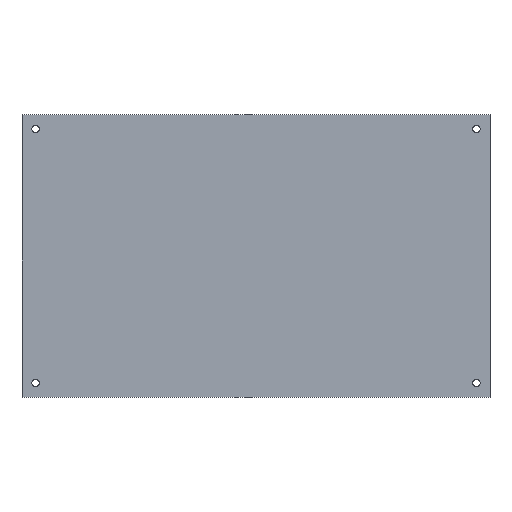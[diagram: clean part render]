
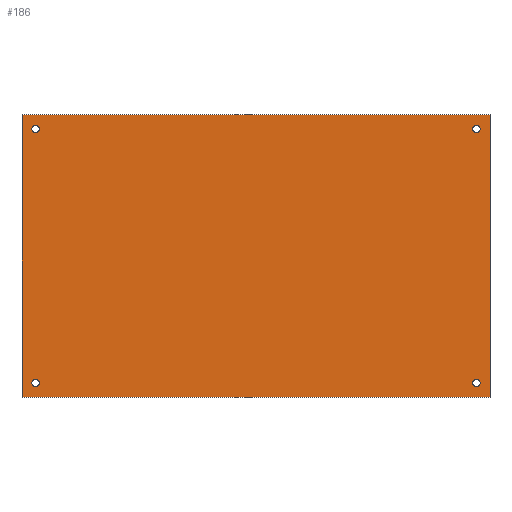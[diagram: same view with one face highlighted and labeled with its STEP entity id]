
A CAD part, top view. The second image highlights one B-rep face of the part: STEP entity #186.
In plain terms, the highlighted planar face has unit normal (0, 0, 1).
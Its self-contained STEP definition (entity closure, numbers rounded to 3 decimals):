
#17=LINE('',#285,#29);
#20=LINE('',#291,#32);
#23=LINE('',#297,#35);
#26=LINE('',#301,#38);
#29=VECTOR('',#237,10.);
#32=VECTOR('',#242,10.);
#35=VECTOR('',#247,10.);
#38=VECTOR('',#252,10.);
#44=PLANE('',#206);
#53=FACE_BOUND('',#85,.T.);
#54=FACE_BOUND('',#86,.T.);
#55=FACE_BOUND('',#87,.T.);
#56=FACE_BOUND('',#88,.T.);
#66=FACE_OUTER_BOUND('',#84,.T.);
#84=EDGE_LOOP('',(#165,#166,#167,#168));
#85=EDGE_LOOP('',(#169));
#86=EDGE_LOOP('',(#170));
#87=EDGE_LOOP('',(#171));
#88=EDGE_LOOP('',(#172));
#89=CIRCLE('',#190,2.);
#91=CIRCLE('',#193,2.);
#93=CIRCLE('',#196,2.);
#95=CIRCLE('',#199,2.);
#97=VERTEX_POINT('',#259);
#99=VERTEX_POINT('',#264);
#101=VERTEX_POINT('',#269);
#103=VERTEX_POINT('',#274);
#107=VERTEX_POINT('',#282);
#108=VERTEX_POINT('',#284);
#110=VERTEX_POINT('',#290);
#112=VERTEX_POINT('',#296);
#113=EDGE_CURVE('',#97,#97,#89,.T.);
#115=EDGE_CURVE('',#99,#99,#91,.T.);
#117=EDGE_CURVE('',#101,#101,#93,.T.);
#119=EDGE_CURVE('',#103,#103,#95,.T.);
#123=EDGE_CURVE('',#108,#107,#17,.T.);
#126=EDGE_CURVE('',#110,#108,#20,.T.);
#129=EDGE_CURVE('',#112,#110,#23,.T.);
#132=EDGE_CURVE('',#107,#112,#26,.T.);
#165=ORIENTED_EDGE('',*,*,#132,.T.);
#166=ORIENTED_EDGE('',*,*,#129,.T.);
#167=ORIENTED_EDGE('',*,*,#126,.T.);
#168=ORIENTED_EDGE('',*,*,#123,.T.);
#169=ORIENTED_EDGE('',*,*,#113,.T.);
#170=ORIENTED_EDGE('',*,*,#115,.T.);
#171=ORIENTED_EDGE('',*,*,#117,.T.);
#172=ORIENTED_EDGE('',*,*,#119,.T.);
#186=ADVANCED_FACE('',(#66,#53,#54,#55,#56),#44,.T.);
#190=AXIS2_PLACEMENT_3D('',#260,#211,#212);
#193=AXIS2_PLACEMENT_3D('',#265,#217,#218);
#196=AXIS2_PLACEMENT_3D('',#270,#223,#224);
#199=AXIS2_PLACEMENT_3D('',#275,#229,#230);
#206=AXIS2_PLACEMENT_3D('',#303,#255,#256);
#211=DIRECTION('center_axis',(0.,0.,-1.));
#212=DIRECTION('ref_axis',(-1.,0.,0.));
#217=DIRECTION('center_axis',(0.,0.,-1.));
#218=DIRECTION('ref_axis',(-1.,0.,0.));
#223=DIRECTION('center_axis',(0.,0.,-1.));
#224=DIRECTION('ref_axis',(-1.,0.,0.));
#229=DIRECTION('center_axis',(0.,0.,-1.));
#230=DIRECTION('ref_axis',(-1.,0.,0.));
#237=DIRECTION('',(0.,1.,0.));
#242=DIRECTION('',(1.,0.,0.));
#247=DIRECTION('',(0.,-1.,0.));
#252=DIRECTION('',(-1.,0.,0.));
#255=DIRECTION('center_axis',(0.,0.,1.));
#256=DIRECTION('ref_axis',(1.,0.,0.));
#259=CARTESIAN_POINT('',(-116.,-68.,1.));
#260=CARTESIAN_POINT('Origin',(-118.,-68.,1.));
#264=CARTESIAN_POINT('',(120.,-68.,1.));
#265=CARTESIAN_POINT('Origin',(118.,-68.,1.));
#269=CARTESIAN_POINT('',(120.,68.,1.));
#270=CARTESIAN_POINT('Origin',(118.,68.,1.));
#274=CARTESIAN_POINT('',(-116.,68.,1.));
#275=CARTESIAN_POINT('Origin',(-118.,68.,1.));
#282=CARTESIAN_POINT('',(125.25,75.5,1.));
#284=CARTESIAN_POINT('',(125.25,-75.5,1.));
#285=CARTESIAN_POINT('',(125.25,75.5,1.));
#290=CARTESIAN_POINT('',(-125.25,-75.5,1.));
#291=CARTESIAN_POINT('',(125.25,-75.5,1.));
#296=CARTESIAN_POINT('',(-125.25,75.5,1.));
#297=CARTESIAN_POINT('',(-125.25,-75.5,1.));
#301=CARTESIAN_POINT('',(-125.25,75.5,1.));
#303=CARTESIAN_POINT('Origin',(0.,0.,1.));
